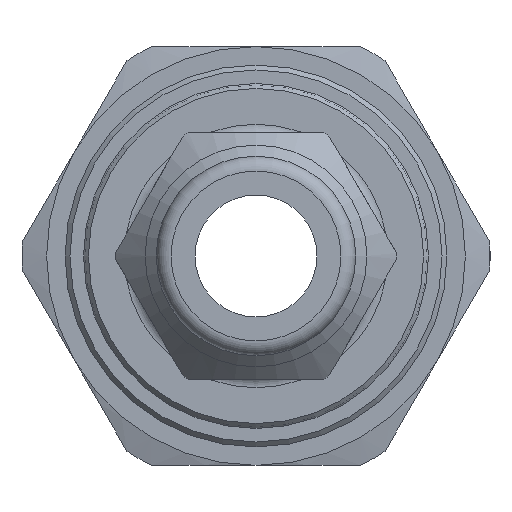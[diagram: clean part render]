
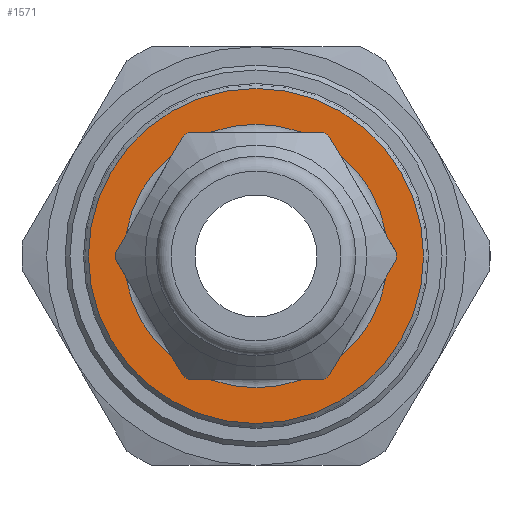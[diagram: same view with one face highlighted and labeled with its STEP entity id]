
A CAD part, left-side view. The second image highlights one B-rep face of the part: STEP entity #1571.
In plain terms, the highlighted planar face has unit normal (-1, 0, 0).
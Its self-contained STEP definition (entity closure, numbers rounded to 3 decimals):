
#1529=CARTESIAN_POINT('',(23.5,6.8,0.));
#1530=VERTEX_POINT('',#1529);
#1531=CARTESIAN_POINT('',(23.5,0.,0.0));
#1532=DIRECTION('',(1.0,0.0,0.0));
#1533=DIRECTION('',(0.0,-1.0,0.0));
#1534=AXIS2_PLACEMENT_3D('',#1531,#1532,#1533);
#1535=CIRCLE('',#1534,6.8);
#1536=EDGE_CURVE('',#1530,#1530,#1535,.T.);
#1552=CARTESIAN_POINT('',(23.5,5.925,0.0));
#1553=DIRECTION('',(-1.0,0.0,0.0));
#1554=DIRECTION('',(0.0,0.0,1.0));
#1555=AXIS2_PLACEMENT_3D('',#1552,#1553,#1554);
#1556=PLANE('',#1555);
#1557=ORIENTED_EDGE('',*,*,#1536,.F.);
#1558=EDGE_LOOP('',(#1557));
#1559=FACE_OUTER_BOUND('',#1558,.T.);
#1560=CARTESIAN_POINT('',(23.5,5.35,0.));
#1561=VERTEX_POINT('',#1560);
#1562=CARTESIAN_POINT('',(23.5,0.,0.0));
#1563=DIRECTION('',(-1.0,0.0,0.0));
#1564=DIRECTION('',(0.0,-1.0,0.0));
#1565=AXIS2_PLACEMENT_3D('',#1562,#1563,#1564);
#1566=CIRCLE('',#1565,5.35);
#1567=EDGE_CURVE('',#1561,#1561,#1566,.T.);
#1568=ORIENTED_EDGE('',*,*,#1567,.F.);
#1569=EDGE_LOOP('',(#1568));
#1570=FACE_BOUND('',#1569,.T.);
#1571=ADVANCED_FACE('',(#1559,#1570),#1556,.T.);
